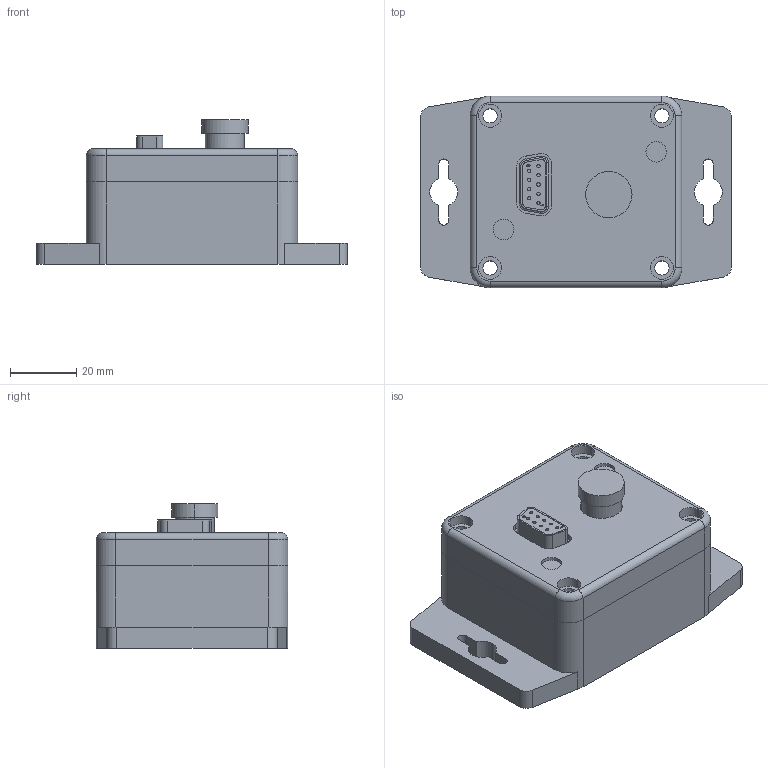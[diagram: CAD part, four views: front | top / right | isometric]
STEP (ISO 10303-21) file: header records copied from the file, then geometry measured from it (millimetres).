
FILE_DESCRIPTION (( 'STEP AP203' ), '1' );
FILE_NAME ('Camara2_WS16.STEP', '2020-02-14T03:24:56', ( '' ), ( '' ), 'SwSTEP 2.0', 'SolidWorks 2018', '' );
FILE_SCHEMA (( 'CONFIG_CONTROL_DESIGN' ));
Length unit declared in the file: millimetre
Products named in the file (2): Camara2_WS16; 忺懤譇_WS16
Assembly tree (1 placements, depth 2):
  Camara2_WS16
    忺懤譇_WS16
Bounding box: 94 x 58 x 43.7 mm (x, y, z)
Volume: 64893.7 mm3; surface area: 37562.7 mm2
Topology: 4 solids, 4 shells, 450 faces, 1172 edges, 768 vertices
Faces by surface type: cylinder 228, plane 184, bspline 34, torus 4
Entity records: 15742 total; most frequent: CARTESIAN_POINT 4174, DIRECTION 2472, ORIENTED_EDGE 2344, EDGE_CURVE 1172, AXIS2_PLACEMENT_3D 928, VERTEX_POINT 768, VECTOR 616, LINE 616
